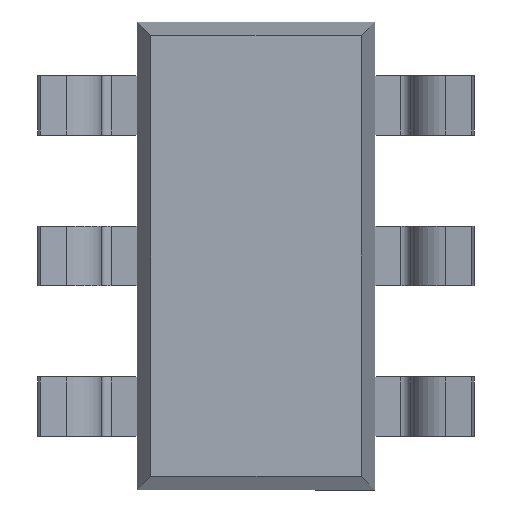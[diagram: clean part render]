
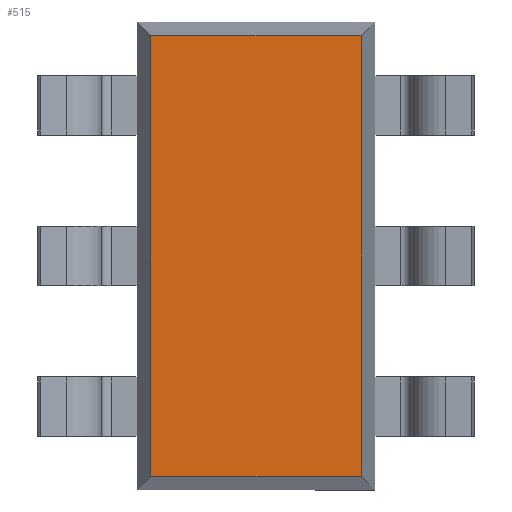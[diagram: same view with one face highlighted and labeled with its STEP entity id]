
A CAD part, front view. The second image highlights one B-rep face of the part: STEP entity #515.
In plain terms, the highlighted planar face has unit normal (0, -1, 0).
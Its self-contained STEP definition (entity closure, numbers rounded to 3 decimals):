
#13 = AXIS2_PLACEMENT_3D ( 'NONE', #1457, #305, #2265 ) ;
#29 = EDGE_CURVE ( 'NONE', #2917, #2747, #823, .T. ) ;
#261 = VECTOR ( 'NONE', #586, 1000. ) ;
#305 = DIRECTION ( 'NONE',  ( 0., -1., 0. ) ) ;
#482 = FACE_OUTER_BOUND ( 'NONE', #2684, .T. ) ;
#515 = ADVANCED_FACE ( 'NONE', ( #482 ), #1714, .T. ) ;
#586 = DIRECTION ( 'NONE',  ( 0., 0., 1. ) ) ;
#614 = LINE ( 'NONE', #1336, #2096 ) ;
#671 = EDGE_CURVE ( 'NONE', #2747, #1263, #2557, .T. ) ;
#823 = LINE ( 'NONE', #1068, #261 ) ;
#825 = ORIENTED_EDGE ( 'NONE', *, *, #671, .T. ) ;
#887 = LINE ( 'NONE', #1390, #1342 ) ;
#1068 = CARTESIAN_POINT ( 'NONE',  ( 0.663, 0.1, -1.475 ) ) ;
#1088 = EDGE_CURVE ( 'NONE', #2328, #2917, #887, .T. ) ;
#1106 = CARTESIAN_POINT ( 'NONE',  ( -0.663, 0.1, -1.388 ) ) ;
#1263 = VERTEX_POINT ( 'NONE', #1934 ) ;
#1336 = CARTESIAN_POINT ( 'NONE',  ( -0.663, 0.1, 1.475 ) ) ;
#1342 = VECTOR ( 'NONE', #2374, 1000. ) ;
#1390 = CARTESIAN_POINT ( 'NONE',  ( -0.75, 0.1, -1.388 ) ) ;
#1457 = CARTESIAN_POINT ( 'NONE',  ( 0., 0.1, 0. ) ) ;
#1714 = PLANE ( 'NONE',  #13 ) ;
#1934 = CARTESIAN_POINT ( 'NONE',  ( -0.663, 0.1, 1.388 ) ) ;
#2048 = DIRECTION ( 'NONE',  ( -1., 0., 0. ) ) ;
#2096 = VECTOR ( 'NONE', #2613, 1000. ) ;
#2141 = CARTESIAN_POINT ( 'NONE',  ( 0.663, 0.1, 1.388 ) ) ;
#2265 = DIRECTION ( 'NONE',  ( 0., 0., -1. ) ) ;
#2317 = ORIENTED_EDGE ( 'NONE', *, *, #3079, .T. ) ;
#2320 = ORIENTED_EDGE ( 'NONE', *, *, #29, .T. ) ;
#2328 = VERTEX_POINT ( 'NONE', #1106 ) ;
#2374 = DIRECTION ( 'NONE',  ( 1., 0., 0. ) ) ;
#2557 = LINE ( 'NONE', #3078, #3163 ) ;
#2613 = DIRECTION ( 'NONE',  ( 0., 0., -1. ) ) ;
#2653 = ORIENTED_EDGE ( 'NONE', *, *, #1088, .T. ) ;
#2684 = EDGE_LOOP ( 'NONE', ( #2653, #2320, #825, #2317 ) ) ;
#2747 = VERTEX_POINT ( 'NONE', #2141 ) ;
#2917 = VERTEX_POINT ( 'NONE', #3030 ) ;
#3030 = CARTESIAN_POINT ( 'NONE',  ( 0.663, 0.1, -1.388 ) ) ;
#3078 = CARTESIAN_POINT ( 'NONE',  ( 0.75, 0.1, 1.388 ) ) ;
#3079 = EDGE_CURVE ( 'NONE', #1263, #2328, #614, .T. ) ;
#3163 = VECTOR ( 'NONE', #2048, 1000. ) ;
